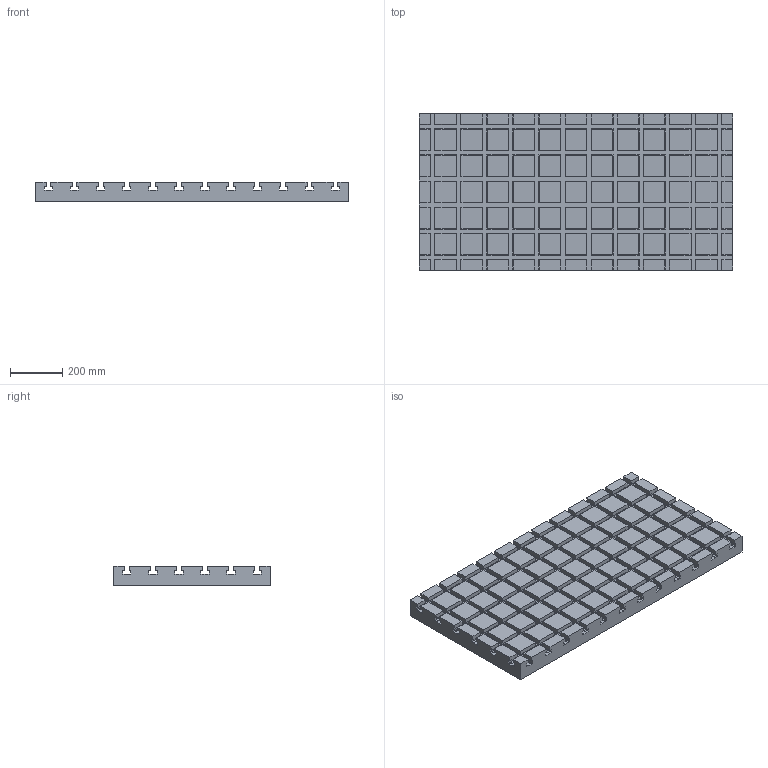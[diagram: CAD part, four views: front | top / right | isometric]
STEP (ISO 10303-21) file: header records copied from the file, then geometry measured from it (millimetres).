
FILE_DESCRIPTION( ( 'Unknown' ), '1' );
FILE_NAME( 'BP03-75600-1200-18.stp', 'Unknown', ( 'S.C.H' ), ( 'Unknown' ), 'XStep 1.0', 'Unknown', ' ' );
FILE_SCHEMA( ( 'CONFIG_CONTROL_DESIGN' ) );
Length unit declared in the file: millimetre
Products named in the file (1): 1
Bounding box: 1200 x 600 x 75 mm (x, y, z)
Volume: 44583072 mm3; surface area: 2647225.4 mm2
Topology: 1 solids, 1 shells, 1251 faces, 3252 edges, 2168 vertices
Faces by surface type: plane 1251
Entity records: 37490 total; most frequent: CARTESIAN_POINT 6672, ORIENTED_EDGE 6504, DIRECTION 5756, EDGE_CURVE 3252, LINE 3252, VECTOR 3252, VERTEX_POINT 2168, EDGE_LOOP 1416
